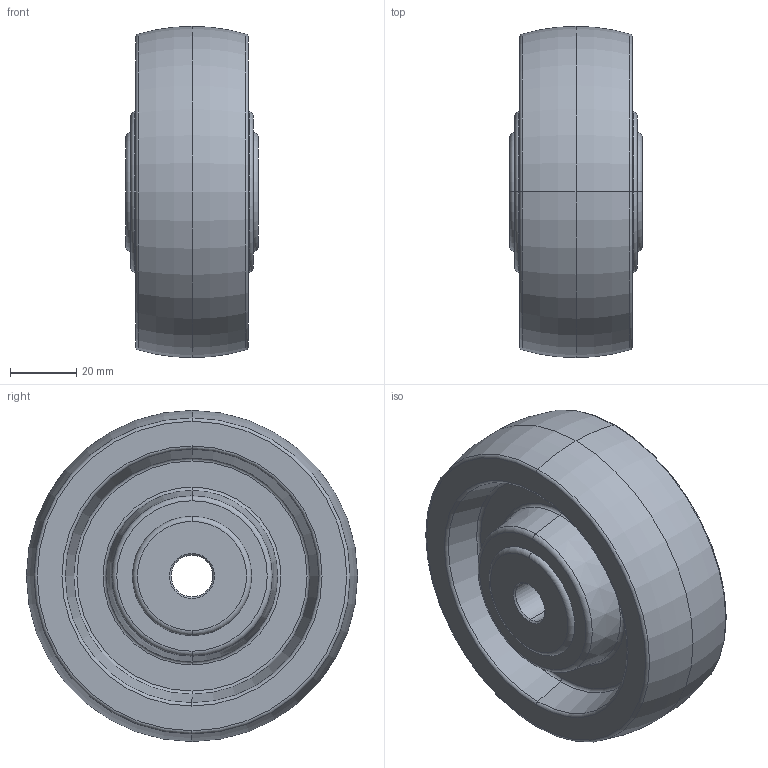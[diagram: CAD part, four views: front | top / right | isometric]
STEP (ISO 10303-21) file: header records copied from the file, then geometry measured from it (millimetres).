
FILE_DESCRIPTION (( 'STEP AP214' ), '1' );
FILE_NAME ('0026041.step', '2025-11-17T10:56:13', ( '' ), ( '' ), 'SwSTEP 2.0', 'SolidWorks 2020', '' );
FILE_SCHEMA (( 'AUTOMOTIVE_DESIGN' ));
Length unit declared in the file: millimetre
Products named in the file (1): 0026041
Bounding box: 40 x 100 x 100 mm (x, y, z)
Volume: 210620.3 mm3; surface area: 33024.6 mm2
Topology: 1 solids, 1 shells, 50 faces, 100 edges, 58 vertices
Faces by surface type: torus 28, cone 12, plane 8, cylinder 2
Entity records: 1360 total; most frequent: DIRECTION 288, CARTESIAN_POINT 209, ORIENTED_EDGE 200, AXIS2_PLACEMENT_3D 137, EDGE_CURVE 100, CIRCLE 86, VERTEX_POINT 58, EDGE_LOOP 58
